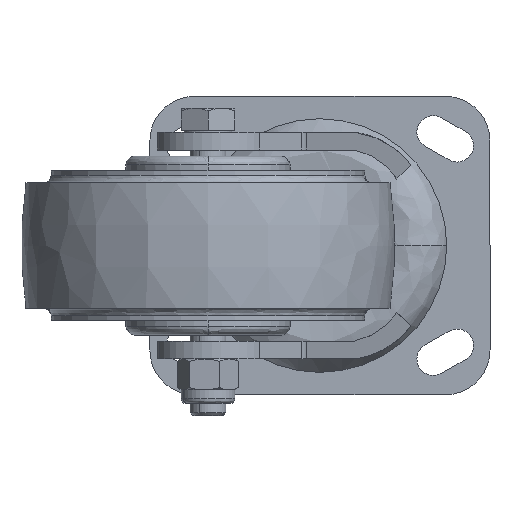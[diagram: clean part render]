
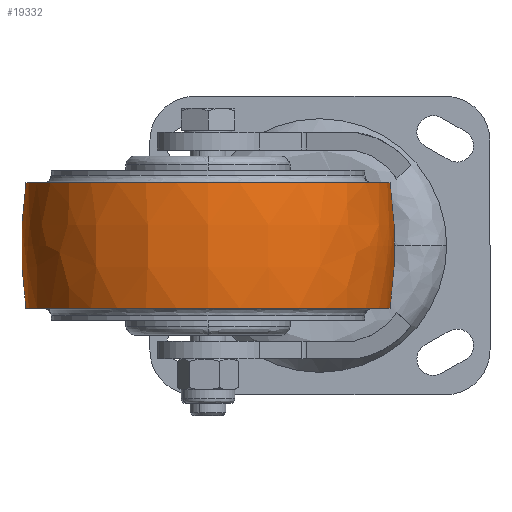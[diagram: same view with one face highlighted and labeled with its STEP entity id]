
A CAD part, front view. The second image highlights one B-rep face of the part: STEP entity #19332.
In plain terms, the highlighted free-form (B-spline) face has degree [3, 3] with [4, 4] control points.
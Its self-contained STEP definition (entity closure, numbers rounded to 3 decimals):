
#67 = CARTESIAN_POINT ( 'NONE',  ( 23.5, -209.5, -21. ) ) ;
#1076 = ORIENTED_EDGE ( 'NONE', *, *, #13669, .T. ) ;
#2694 = VERTEX_POINT ( 'NONE', #14090 ) ;
#2715 = CIRCLE ( 'NONE', #26087, 147.75 ) ;
#3311 = CIRCLE ( 'NONE', #33575, 61. ) ;
#3451 = CARTESIAN_POINT ( 'NONE',  ( -100.503, -87.5, -7.048 ) ) ;
#4830 = EDGE_LOOP ( 'NONE', ( #25979, #24308, #1076, #40885 ) ) ;
#5321 = CARTESIAN_POINT ( 'NONE',  ( -98.5, -87.5, -21. ) ) ;
#5848 = DIRECTION ( 'NONE',  ( 0., 0., -1. ) ) ;
#7783 = CARTESIAN_POINT ( 'NONE',  ( 47.75, -87.5, 0. ) ) ;
#9895 = CARTESIAN_POINT ( 'NONE',  ( -98.5, -87.5, 21. ) ) ;
#10701 = CIRCLE ( 'NONE', #29021, 61. ) ;
#11720 = CARTESIAN_POINT ( 'NONE',  ( -122.75, -87.5, 0. ) ) ;
#11864 =( BOUNDED_SURFACE ( )  B_SPLINE_SURFACE ( 3, 3, ( 
 ( #9895, #16476, #43466, #13256 ),
 ( #32918, #23477, #33053, #43180 ),
 ( #3451, #20119, #26560, #19981 ),
 ( #23057, #36854, #67, #40086 ) ),
 .UNSPECIFIED., .F., .F., .T. ) 
 B_SPLINE_SURFACE_WITH_KNOTS ( ( 4, 4 ),
 ( 4, 4 ),
 ( 0., 1. ),
 ( 0., 1. ),
 .UNSPECIFIED. ) 
 GEOMETRIC_REPRESENTATION_ITEM ( )  RATIONAL_B_SPLINE_SURFACE ( (
 ( 1., 0.333, 0.333, 1.),
 ( 0.993, 0.331, 0.331, 0.993),
 ( 0.993, 0.331, 0.331, 0.993),
 ( 1., 0.333, 0.333, 1.) ) ) 
 REPRESENTATION_ITEM ( '' )  SURFACE ( )  );
#12310 = DIRECTION ( 'NONE',  ( -1., 0., 0. ) ) ;
#13256 = CARTESIAN_POINT ( 'NONE',  ( 23.5, -87.5, 21. ) ) ;
#13669 = EDGE_CURVE ( 'NONE', #2694, #23989, #2715, .T. ) ;
#14090 = CARTESIAN_POINT ( 'NONE',  ( -98.5, -87.5, 21. ) ) ;
#14782 = CARTESIAN_POINT ( 'NONE',  ( -37.5, -87.5, -21. ) ) ;
#15100 = DIRECTION ( 'NONE',  ( 0., 1., 0. ) ) ;
#15221 = DIRECTION ( 'NONE',  ( -1., 0., 0. ) ) ;
#16476 = CARTESIAN_POINT ( 'NONE',  ( -98.5, -209.5, 21. ) ) ;
#18623 = VERTEX_POINT ( 'NONE', #37362 ) ;
#19332 = ADVANCED_FACE ( 'NONE', ( #40101 ), #11864, .T. ) ;
#19824 = EDGE_CURVE ( 'NONE', #23989, #18623, #10701, .T. ) ;
#19981 = CARTESIAN_POINT ( 'NONE',  ( 25.503, -87.5, -7.048 ) ) ;
#20119 = CARTESIAN_POINT ( 'NONE',  ( -100.503, -213.507, -7.048 ) ) ;
#20828 = AXIS2_PLACEMENT_3D ( 'NONE', #11720, #15100, #38569 ) ;
#22046 = EDGE_CURVE ( 'NONE', #39238, #2694, #3311, .T. ) ;
#23057 = CARTESIAN_POINT ( 'NONE',  ( -98.5, -87.5, -21. ) ) ;
#23477 = CARTESIAN_POINT ( 'NONE',  ( -100.503, -213.507, 7.048 ) ) ;
#23989 = VERTEX_POINT ( 'NONE', #5321 ) ;
#24308 = ORIENTED_EDGE ( 'NONE', *, *, #22046, .T. ) ;
#25604 = CARTESIAN_POINT ( 'NONE',  ( -37.5, -87.5, 21. ) ) ;
#25979 = ORIENTED_EDGE ( 'NONE', *, *, #40931, .F. ) ;
#26087 = AXIS2_PLACEMENT_3D ( 'NONE', #7783, #38007, #41081 ) ;
#26560 = CARTESIAN_POINT ( 'NONE',  ( 25.503, -213.507, -7.048 ) ) ;
#29021 = AXIS2_PLACEMENT_3D ( 'NONE', #14782, #38405, #15221 ) ;
#31678 = CARTESIAN_POINT ( 'NONE',  ( 23.5, -87.5, 21. ) ) ;
#32918 = CARTESIAN_POINT ( 'NONE',  ( -100.503, -87.5, 7.048 ) ) ;
#33053 = CARTESIAN_POINT ( 'NONE',  ( 25.503, -213.507, 7.048 ) ) ;
#33575 = AXIS2_PLACEMENT_3D ( 'NONE', #25604, #5848, #12310 ) ;
#35202 = CIRCLE ( 'NONE', #20828, 147.75 ) ;
#36854 = CARTESIAN_POINT ( 'NONE',  ( -98.5, -209.5, -21. ) ) ;
#37362 = CARTESIAN_POINT ( 'NONE',  ( 23.5, -87.5, -21. ) ) ;
#38007 = DIRECTION ( 'NONE',  ( 0., -1., 0. ) ) ;
#38405 = DIRECTION ( 'NONE',  ( 0., 0., 1. ) ) ;
#38569 = DIRECTION ( 'NONE',  ( 1., 0., 0. ) ) ;
#39238 = VERTEX_POINT ( 'NONE', #31678 ) ;
#40086 = CARTESIAN_POINT ( 'NONE',  ( 23.5, -87.5, -21. ) ) ;
#40101 = FACE_OUTER_BOUND ( 'NONE', #4830, .T. ) ;
#40885 = ORIENTED_EDGE ( 'NONE', *, *, #19824, .T. ) ;
#40931 = EDGE_CURVE ( 'NONE', #39238, #18623, #35202, .T. ) ;
#41081 = DIRECTION ( 'NONE',  ( -1., 0., 0. ) ) ;
#43180 = CARTESIAN_POINT ( 'NONE',  ( 25.503, -87.5, 7.048 ) ) ;
#43466 = CARTESIAN_POINT ( 'NONE',  ( 23.5, -209.5, 21. ) ) ;
